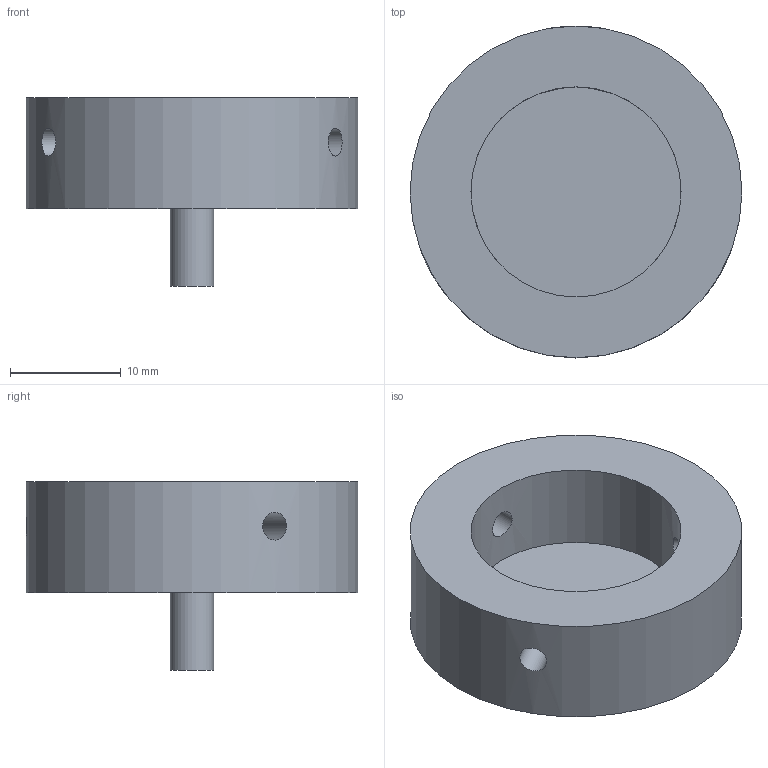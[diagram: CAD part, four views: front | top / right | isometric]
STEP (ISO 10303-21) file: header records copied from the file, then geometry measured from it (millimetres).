
FILE_DESCRIPTION(('FreeCAD Model'),'2;1');
FILE_NAME('Open CASCADE Shape Model','2023-08-04T13:10:23',('Author'),( ''),'Open CASCADE STEP processor 7.6','FreeCAD','Unknown');
FILE_SCHEMA(('AUTOMOTIVE_DESIGN { 1 0 10303 214 1 1 1 1 }'));
Length unit declared in the file: millimetre
Products named in the file (1): PhilippsXL30_SampleMountAdapter_M4to19mm
Bounding box: 30 x 30 x 17 mm (x, y, z)
Volume: 4803.6 mm3; surface area: 3020.3 mm2
Topology: 1 solids, 1 shells, 10 faces, 18 edges, 12 vertices
Faces by surface type: cylinder 6, plane 4
Full cylindrical faces by diameter (mm): 2.5 x3, 3.92 x1, 19 x1, 30 x1
Entity records: 1254 total; most frequent: CARTESIAN_POINT 851, DIRECTION 64, ORIENTED_EDGE 36, PCURVE 36, DEFINITIONAL_REPRESENTATION 36, LINE 24, VECTOR 24, FACE_BOUND 18
